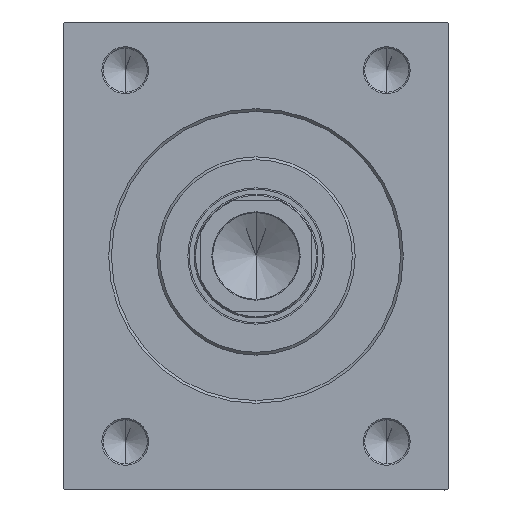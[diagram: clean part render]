
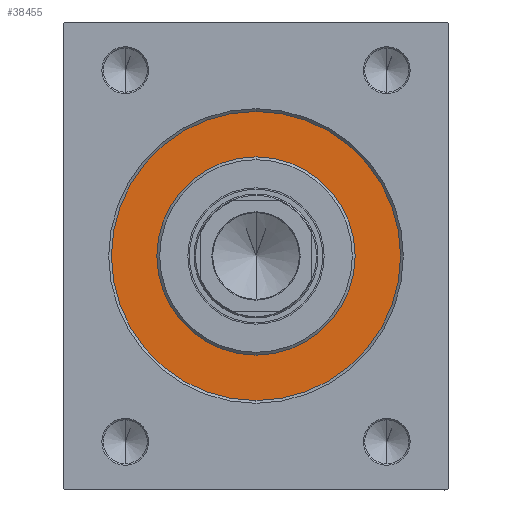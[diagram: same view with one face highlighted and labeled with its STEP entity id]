
A CAD part, left-side view. The second image highlights one B-rep face of the part: STEP entity #38455.
In plain terms, the highlighted face is planar.
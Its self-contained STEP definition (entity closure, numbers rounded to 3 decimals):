
#505 = ORIENTED_EDGE ( 'NONE', *, *, #36879, .F. ) ;
#3101 = CARTESIAN_POINT ( 'NONE',  ( 0., 0., 52.5 ) ) ;
#4589 = CIRCLE ( 'NONE', #8216, 52.5 ) ;
#7005 = DIRECTION ( 'NONE',  ( 0., 0., 1. ) ) ;
#8216 = AXIS2_PLACEMENT_3D ( 'NONE', #24262, #44695, #7005 ) ;
#8480 = EDGE_LOOP ( 'NONE', ( #38842, #505 ) ) ;
#9561 = CARTESIAN_POINT ( 'NONE',  ( 0., 0., 0. ) ) ;
#11315 = EDGE_CURVE ( 'NONE', #28249, #28417, #4589, .T. ) ;
#11846 = ORIENTED_EDGE ( 'NONE', *, *, #33586, .F. ) ;
#12058 = FACE_BOUND ( 'NONE', #8480, .T. ) ;
#12348 = DIRECTION ( 'NONE',  ( 1., 0., 0. ) ) ;
#12452 = AXIS2_PLACEMENT_3D ( 'NONE', #23153, #40416, #36336 ) ;
#12588 = DIRECTION ( 'NONE',  ( 0., 0., 1. ) ) ;
#13245 = DIRECTION ( 'NONE',  ( 0., 0., -1. ) ) ;
#15268 = ORIENTED_EDGE ( 'NONE', *, *, #11315, .F. ) ;
#19564 = CARTESIAN_POINT ( 'NONE',  ( 0., 0., -36. ) ) ;
#20134 = CIRCLE ( 'NONE', #25177, 36. ) ;
#23153 = CARTESIAN_POINT ( 'NONE',  ( 0., 0., 0. ) ) ;
#23964 = EDGE_CURVE ( 'NONE', #34491, #29953, #20134, .T. ) ;
#24262 = CARTESIAN_POINT ( 'NONE',  ( 0., 0., 0. ) ) ;
#25177 = AXIS2_PLACEMENT_3D ( 'NONE', #36403, #12348, #13245 ) ;
#25351 = CARTESIAN_POINT ( 'NONE',  ( 0., 0., -52.5 ) ) ;
#26571 = PLANE ( 'NONE',  #12452 ) ;
#28249 = VERTEX_POINT ( 'NONE', #25351 ) ;
#28417 = VERTEX_POINT ( 'NONE', #3101 ) ;
#29673 = CIRCLE ( 'NONE', #37667, 52.5 ) ;
#29953 = VERTEX_POINT ( 'NONE', #19564 ) ;
#33377 = DIRECTION ( 'NONE',  ( 0., 0., -1. ) ) ;
#33586 = EDGE_CURVE ( 'NONE', #28417, #28249, #29673, .T. ) ;
#34491 = VERTEX_POINT ( 'NONE', #41167 ) ;
#36289 = AXIS2_PLACEMENT_3D ( 'NONE', #9561, #43361, #33377 ) ;
#36336 = DIRECTION ( 'NONE',  ( 0., 0., 1. ) ) ;
#36403 = CARTESIAN_POINT ( 'NONE',  ( 0., 0., 0. ) ) ;
#36879 = EDGE_CURVE ( 'NONE', #29953, #34491, #37018, .T. ) ;
#37018 = CIRCLE ( 'NONE', #36289, 36. ) ;
#37667 = AXIS2_PLACEMENT_3D ( 'NONE', #40493, #40271, #12588 ) ;
#38455 = ADVANCED_FACE ( 'NONE', ( #12058, #42904 ), #26571, .F. ) ;
#38842 = ORIENTED_EDGE ( 'NONE', *, *, #23964, .F. ) ;
#40271 = DIRECTION ( 'NONE',  ( -1., 0., 0. ) ) ;
#40416 = DIRECTION ( 'NONE',  ( -1., 0., 0. ) ) ;
#40493 = CARTESIAN_POINT ( 'NONE',  ( 0., 0., 0. ) ) ;
#41167 = CARTESIAN_POINT ( 'NONE',  ( 0., 0., 36. ) ) ;
#42152 = EDGE_LOOP ( 'NONE', ( #15268, #11846 ) ) ;
#42904 = FACE_OUTER_BOUND ( 'NONE', #42152, .T. ) ;
#43361 = DIRECTION ( 'NONE',  ( 1., 0., 0. ) ) ;
#44695 = DIRECTION ( 'NONE',  ( -1., 0., 0. ) ) ;
